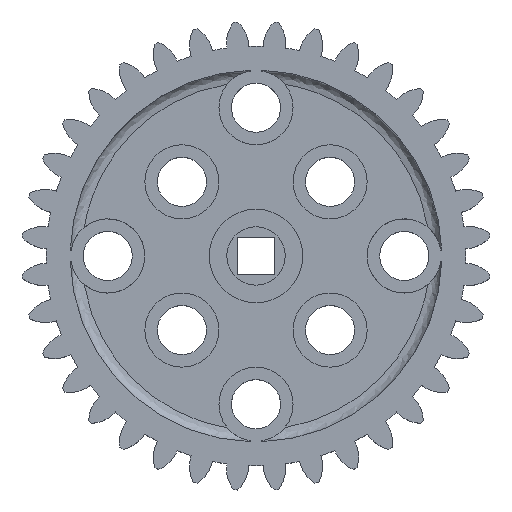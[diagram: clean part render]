
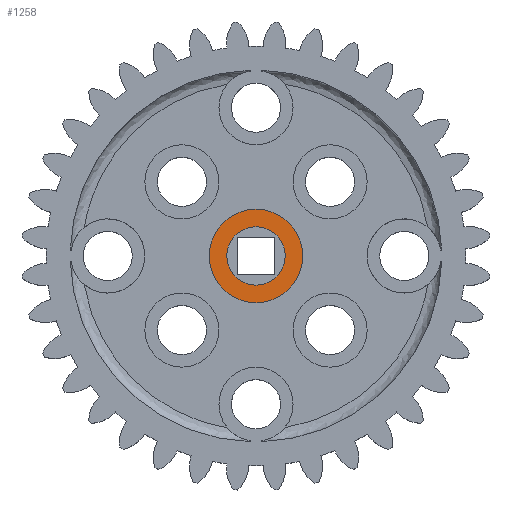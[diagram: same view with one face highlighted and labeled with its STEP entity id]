
A CAD part, top view. The second image highlights one B-rep face of the part: STEP entity #1258.
In plain terms, the highlighted planar face has unit normal (0, 0, 1).
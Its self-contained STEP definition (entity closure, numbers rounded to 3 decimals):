
#666 = CARTESIAN_POINT ( 'NONE',  ( 0., 0., 3.175 ) ) ;
#1258 = ADVANCED_FACE ( 'NONE', ( #6467, #6396 ), #6253, .T. ) ;
#1462 = EDGE_CURVE ( 'NONE', #2668, #2635, #6017, .T. ) ;
#1623 = CARTESIAN_POINT ( 'NONE',  ( -4., 0., 3.175 ) ) ;
#1710 = CIRCLE ( 'NONE', #6173, 4. ) ;
#1774 = EDGE_CURVE ( 'NONE', #2082, #3785, #5333, .T. ) ;
#2057 = CARTESIAN_POINT ( 'NONE',  ( 2.5, 0., 3.175 ) ) ;
#2082 = VERTEX_POINT ( 'NONE', #2057 ) ;
#2256 = DIRECTION ( 'NONE',  ( 0., 0., 1. ) ) ;
#2580 = EDGE_CURVE ( 'NONE', #3785, #2082, #3168, .T. ) ;
#2635 = VERTEX_POINT ( 'NONE', #7700 ) ;
#2668 = VERTEX_POINT ( 'NONE', #1623 ) ;
#3168 = CIRCLE ( 'NONE', #4296, 2.5 ) ;
#3202 = DIRECTION ( 'NONE',  ( 0., 0., 1. ) ) ;
#3314 = EDGE_CURVE ( 'NONE', #2635, #2668, #1710, .T. ) ;
#3722 = CARTESIAN_POINT ( 'NONE',  ( 0., 0., 3.175 ) ) ;
#3785 = VERTEX_POINT ( 'NONE', #4737 ) ;
#3924 = CARTESIAN_POINT ( 'NONE',  ( 0., 0., 3.175 ) ) ;
#3969 = CARTESIAN_POINT ( 'NONE',  ( 0., 0., 3.175 ) ) ;
#4296 = AXIS2_PLACEMENT_3D ( 'NONE', #3722, #8324, #4447 ) ;
#4447 = DIRECTION ( 'NONE',  ( 1., 0., 0. ) ) ;
#4647 = DIRECTION ( 'NONE',  ( 1., 0., 0. ) ) ;
#4684 = DIRECTION ( 'NONE',  ( 1., 0., 0. ) ) ;
#4737 = CARTESIAN_POINT ( 'NONE',  ( -2.5, 0., 3.175 ) ) ;
#5020 = ORIENTED_EDGE ( 'NONE', *, *, #1774, .F. ) ;
#5038 = ORIENTED_EDGE ( 'NONE', *, *, #2580, .F. ) ;
#5062 = ORIENTED_EDGE ( 'NONE', *, *, #3314, .T. ) ;
#5066 = ORIENTED_EDGE ( 'NONE', *, *, #1462, .T. ) ;
#5333 = CIRCLE ( 'NONE', #9131, 2.5 ) ;
#6017 = CIRCLE ( 'NONE', #9129, 4. ) ;
#6173 = AXIS2_PLACEMENT_3D ( 'NONE', #3969, #8580, #4684 ) ;
#6253 = PLANE ( 'NONE',  #6705 ) ;
#6396 = FACE_OUTER_BOUND ( 'NONE', #7578, .T. ) ;
#6467 = FACE_BOUND ( 'NONE', #7505, .T. ) ;
#6705 = AXIS2_PLACEMENT_3D ( 'NONE', #666, #2256, #6913 ) ;
#6913 = DIRECTION ( 'NONE',  ( 1., 0., 0. ) ) ;
#7048 = CARTESIAN_POINT ( 'NONE',  ( 0., 0., 3.175 ) ) ;
#7505 = EDGE_LOOP ( 'NONE', ( #5020, #5038 ) ) ;
#7578 = EDGE_LOOP ( 'NONE', ( #5062, #5066 ) ) ;
#7700 = CARTESIAN_POINT ( 'NONE',  ( 4., 0., 3.175 ) ) ;
#7788 = DIRECTION ( 'NONE',  ( 1., 0., 0. ) ) ;
#8324 = DIRECTION ( 'NONE',  ( 0., 0., 1. ) ) ;
#8538 = DIRECTION ( 'NONE',  ( 0., 0., 1. ) ) ;
#8580 = DIRECTION ( 'NONE',  ( 0., 0., 1. ) ) ;
#9129 = AXIS2_PLACEMENT_3D ( 'NONE', #7048, #3202, #7788 ) ;
#9131 = AXIS2_PLACEMENT_3D ( 'NONE', #3924, #8538, #4647 ) ;
